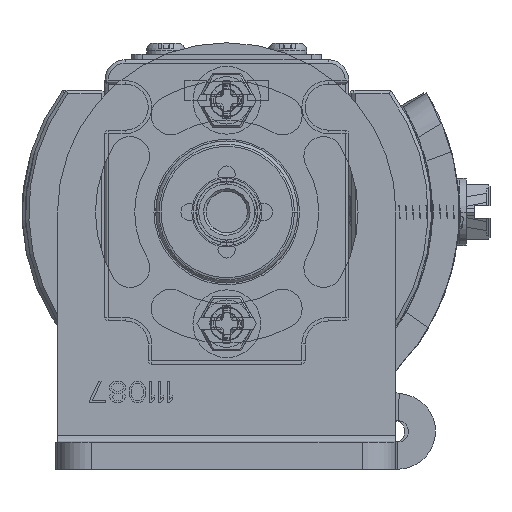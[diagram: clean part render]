
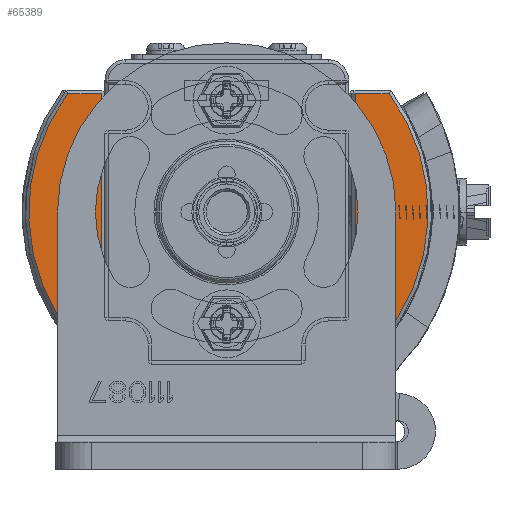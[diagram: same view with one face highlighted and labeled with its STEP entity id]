
A CAD part, front view. The second image highlights one B-rep face of the part: STEP entity #65389.
In plain terms, the highlighted face is planar.
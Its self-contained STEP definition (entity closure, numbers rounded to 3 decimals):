
#64374=DIRECTION('',(1.,0.,0.));
#64375=VECTOR('',#64374,37.);
#64376=CARTESIAN_POINT('',(-19.5,-18.75,-10.));
#64377=LINE('',#64376,#64375);
#64394=DIRECTION('',(0.,-1.,0.));
#64395=VECTOR('',#64394,4.999);
#64396=CARTESIAN_POINT('',(17.5,-18.75,-10.));
#64397=LINE('',#64396,#64395);
#64412=CARTESIAN_POINT('',(0.,0.,-10.));
#64413=DIRECTION('',(0.,0.,-1.));
#64414=DIRECTION('',(0.593,-0.805,0.));
#64415=AXIS2_PLACEMENT_3D('',#64412,#64413,#64414);
#65035=CARTESIAN_POINT('',(-19.5,15.25,-10.));
#65036=DIRECTION('',(0.,0.,1.));
#65037=DIRECTION('',(0.,1.,0.));
#65038=AXIS2_PLACEMENT_3D('',#65035,#65036,#65037);
#65040=DIRECTION('',(-1.,0.,0.));
#65041=VECTOR('',#65040,37.);
#65042=CARTESIAN_POINT('',(17.5,18.75,-10.));
#65043=LINE('',#65042,#65041);
#65056=DIRECTION('',(0.,-1.,0.));
#65057=VECTOR('',#65056,4.999);
#65058=CARTESIAN_POINT('',(17.5,23.749,-10.));
#65059=LINE('',#65058,#65057);
#65073=DIRECTION('',(0.,-1.,0.));
#65074=VECTOR('',#65073,30.5);
#65075=CARTESIAN_POINT('',(-23.,15.25,-10.));
#65076=LINE('',#65075,#65074);
#65094=CARTESIAN_POINT('',(-19.5,-15.25,-10.));
#65095=DIRECTION('',(0.,0.,1.));
#65096=DIRECTION('',(-1.,0.,0.));
#65097=AXIS2_PLACEMENT_3D('',#65094,#65095,#65096);
#65194=CARTESIAN_POINT('',(17.5,-23.749,-10.));
#65195=CARTESIAN_POINT('',(17.5,23.749,-10.));
#65196=VERTEX_POINT('',#65194);
#65197=VERTEX_POINT('',#65195);
#65198=CARTESIAN_POINT('',(17.5,18.75,-10.));
#65199=VERTEX_POINT('',#65198);
#65202=CARTESIAN_POINT('',(17.5,-18.75,-10.));
#65203=VERTEX_POINT('',#65202);
#65350=CARTESIAN_POINT('',(-19.5,18.75,-10.));
#65351=VERTEX_POINT('',#65350);
#65356=CARTESIAN_POINT('',(-23.,15.25,-10.));
#65357=VERTEX_POINT('',#65356);
#65358=CARTESIAN_POINT('',(-23.,-15.25,-10.));
#65359=VERTEX_POINT('',#65358);
#65364=CARTESIAN_POINT('',(-19.5,-18.75,-10.));
#65365=VERTEX_POINT('',#65364);
#65366=CARTESIAN_POINT('',(0.,0.,-10.));
#65367=DIRECTION('',(0.,0.,1.));
#65368=DIRECTION('',(1.,0.,0.));
#65369=AXIS2_PLACEMENT_3D('',#65366,#65367,#65368);
#65370=PLANE('',#65369);
#65372=ORIENTED_EDGE('',*,*,#65371,.F.);
#65374=ORIENTED_EDGE('',*,*,#65373,.F.);
#65376=ORIENTED_EDGE('',*,*,#65375,.F.);
#65378=ORIENTED_EDGE('',*,*,#65377,.F.);
#65380=ORIENTED_EDGE('',*,*,#65379,.F.);
#65382=ORIENTED_EDGE('',*,*,#65381,.F.);
#65384=ORIENTED_EDGE('',*,*,#65383,.F.);
#65386=ORIENTED_EDGE('',*,*,#65385,.F.);
#65387=EDGE_LOOP('',(#65372,#65374,#65376,#65378,#65380,#65382,#65384,#65386));
#65388=FACE_OUTER_BOUND('',#65387,.F.);
#65389=ADVANCED_FACE('',(#65388),#65370,.F.);
#64416=CIRCLE('',#64415,29.5);
#65039=CIRCLE('',#65038,3.5);
#65098=CIRCLE('',#65097,3.5);
#65371=EDGE_CURVE('',#65365,#65203,#64377,.T.);
#65373=EDGE_CURVE('',#65359,#65365,#65098,.T.);
#65375=EDGE_CURVE('',#65357,#65359,#65076,.T.);
#65377=EDGE_CURVE('',#65351,#65357,#65039,.T.);
#65379=EDGE_CURVE('',#65199,#65351,#65043,.T.);
#65381=EDGE_CURVE('',#65197,#65199,#65059,.T.);
#65383=EDGE_CURVE('',#65196,#65197,#64416,.T.);
#65385=EDGE_CURVE('',#65203,#65196,#64397,.T.);
